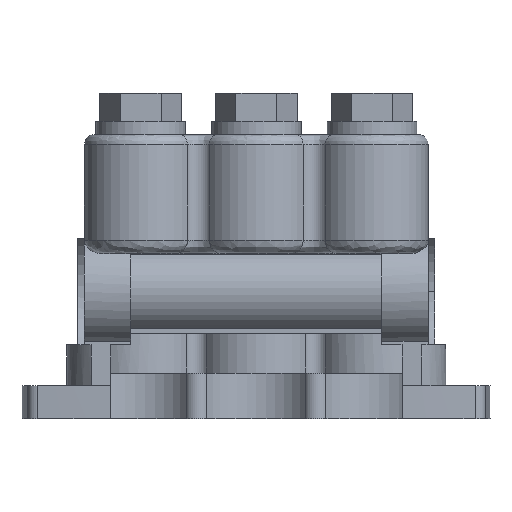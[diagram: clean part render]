
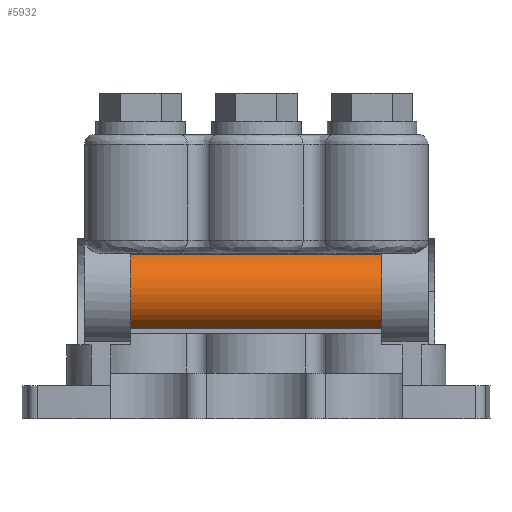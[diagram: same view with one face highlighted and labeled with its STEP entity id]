
A CAD part, front view. The second image highlights one B-rep face of the part: STEP entity #5932.
In plain terms, the highlighted cylindrical face has radius 15.875 mm (diameter 31.75 mm), a partial arc.
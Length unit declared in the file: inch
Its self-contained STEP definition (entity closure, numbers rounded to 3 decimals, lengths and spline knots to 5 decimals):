
#210 = EDGE_LOOP ( 'NONE', ( #4690, #1764, #9335, #8171 ) ) ;
#489 = CIRCLE ( 'NONE', #5050, 0.625 ) ;
#491 = EDGE_CURVE ( 'NONE', #5264, #1992, #489, .T. ) ;
#500 = CARTESIAN_POINT ( 'NONE',  ( 4.46777, -1.58, 2.47837 ) ) ;
#1207 = DIRECTION ( 'NONE',  ( 0., 0., 1. ) ) ;
#1276 = VECTOR ( 'NONE', #7917, 39.37008 ) ;
#1311 = VERTEX_POINT ( 'NONE', #7607 ) ;
#1482 = EDGE_CURVE ( 'NONE', #1992, #1311, #6334, .T. ) ;
#1531 = DIRECTION ( 'NONE',  ( 0., 0., 1. ) ) ;
#1626 = EDGE_CURVE ( 'NONE', #1311, #8403, #4804, .T. ) ;
#1764 = ORIENTED_EDGE ( 'NONE', *, *, #1482, .T. ) ;
#1973 = DIRECTION ( 'NONE',  ( -1., 0., 0. ) ) ;
#1992 = VERTEX_POINT ( 'NONE', #3162 ) ;
#3054 = DIRECTION ( 'NONE',  ( 1., 0., 0. ) ) ;
#3162 = CARTESIAN_POINT ( 'NONE',  ( -1.9, -1.58, 1.36163 ) ) ;
#3373 = DIRECTION ( 'NONE',  ( -1., 0., 0. ) ) ;
#3756 = CARTESIAN_POINT ( 'NONE',  ( 4.46777, -1.58, 1.36163 ) ) ;
#3759 = AXIS2_PLACEMENT_3D ( 'NONE', #6301, #1973, #8792 ) ;
#4690 = ORIENTED_EDGE ( 'NONE', *, *, #491, .T. ) ;
#4804 = CIRCLE ( 'NONE', #3759, 0.625 ) ;
#5050 = AXIS2_PLACEMENT_3D ( 'NONE', #5268, #3054, #1531 ) ;
#5264 = VERTEX_POINT ( 'NONE', #5900 ) ;
#5267 = LINE ( 'NONE', #500, #1276 ) ;
#5268 = CARTESIAN_POINT ( 'NONE',  ( -1.9, -1.2992, 1.92 ) ) ;
#5594 = CARTESIAN_POINT ( 'NONE',  ( 4.46777, -1.2992, 1.92 ) ) ;
#5629 = VECTOR ( 'NONE', #9031, 39.37008 ) ;
#5866 = FACE_OUTER_BOUND ( 'NONE', #210, .T. ) ;
#5900 = CARTESIAN_POINT ( 'NONE',  ( -1.9, -1.58, 2.47837 ) ) ;
#5932 = ADVANCED_FACE ( 'NONE', ( #5866 ), #6091, .T. ) ;
#6091 = CYLINDRICAL_SURFACE ( 'NONE', #9701, 0.625 ) ;
#6301 = CARTESIAN_POINT ( 'NONE',  ( 1.9, -1.2992, 1.92 ) ) ;
#6334 = LINE ( 'NONE', #3756, #5629 ) ;
#7607 = CARTESIAN_POINT ( 'NONE',  ( 1.9, -1.58, 1.36163 ) ) ;
#7917 = DIRECTION ( 'NONE',  ( -1., 0., 0. ) ) ;
#8171 = ORIENTED_EDGE ( 'NONE', *, *, #8454, .T. ) ;
#8403 = VERTEX_POINT ( 'NONE', #8749 ) ;
#8454 = EDGE_CURVE ( 'NONE', #8403, #5264, #5267, .T. ) ;
#8749 = CARTESIAN_POINT ( 'NONE',  ( 1.9, -1.58, 2.47837 ) ) ;
#8792 = DIRECTION ( 'NONE',  ( 0., 0., 1. ) ) ;
#9031 = DIRECTION ( 'NONE',  ( 1., 0., 0. ) ) ;
#9335 = ORIENTED_EDGE ( 'NONE', *, *, #1626, .T. ) ;
#9701 = AXIS2_PLACEMENT_3D ( 'NONE', #5594, #3373, #1207 ) ;
